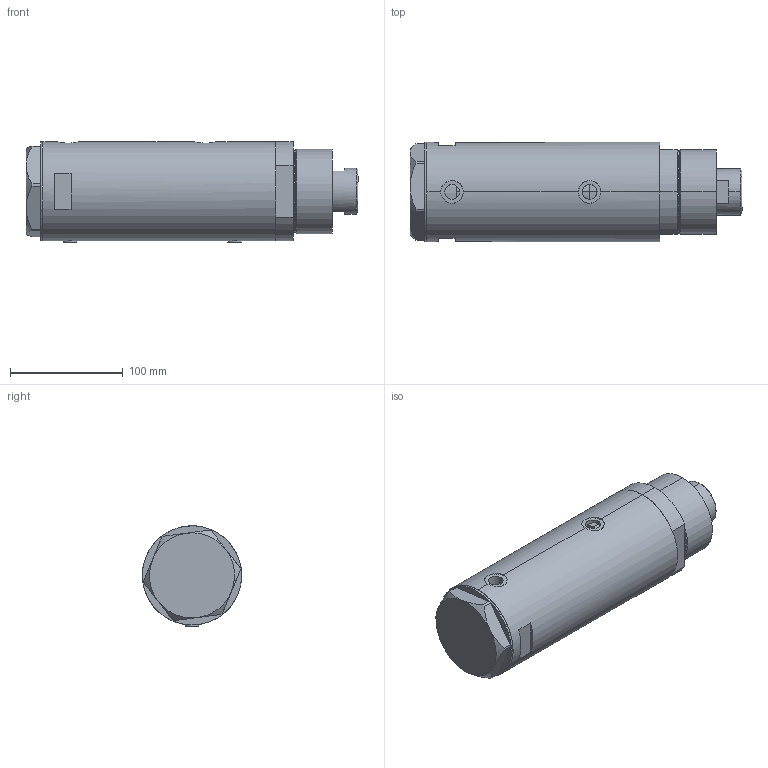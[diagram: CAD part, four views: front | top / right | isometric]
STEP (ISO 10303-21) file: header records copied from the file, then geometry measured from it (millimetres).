
FILE_DESCRIPTION (( 'STEP AP203' ), '1' );
FILE_NAME ('3672.STEP', '2022-04-15T02:11:14', ( '' ), ( '' ), 'SwSTEP 2.0', 'SolidWorks 2019', '' );
FILE_SCHEMA (( 'CONFIG_CONTROL_DESIGN' ));
Length unit declared in the file: millimetre
Products named in the file (5): 3672; V270CG_BACK d24ed3f3e419679439ec227a85489d0f; V270CG_VC d24ed3f3e419679439ec227a85489d0f; V270CG_MIDDLE d24ed3f3e419679439ec227a85489d0f; V270CG_FRONT d24ed3f3e419679439ec227a85489d0f
Assembly tree (4 placements, depth 2):
  3672
    V270CG_MIDDLE d24ed3f3e419679439ec227a85489d0f
    V270CG_BACK d24ed3f3e419679439ec227a85489d0f
    V270CG_FRONT d24ed3f3e419679439ec227a85489d0f
    V270CG_VC d24ed3f3e419679439ec227a85489d0f
Bounding box: 294.47 x 88 x 89.1 mm (x, y, z)
Volume: 1512179.5 mm3; surface area: 221163.3 mm2
Topology: 4 solids, 4 shells, 126 faces, 294 edges, 179 vertices
Faces by surface type: cylinder 53, plane 53, cone 16, torus 4
Entity records: 4833 total; most frequent: CARTESIAN_POINT 1404, DIRECTION 644, ORIENTED_EDGE 584, EDGE_CURVE 292, AXIS2_PLACEMENT_3D 259, VERTEX_POINT 179, EDGE_LOOP 143, ADVANCED_FACE 126
